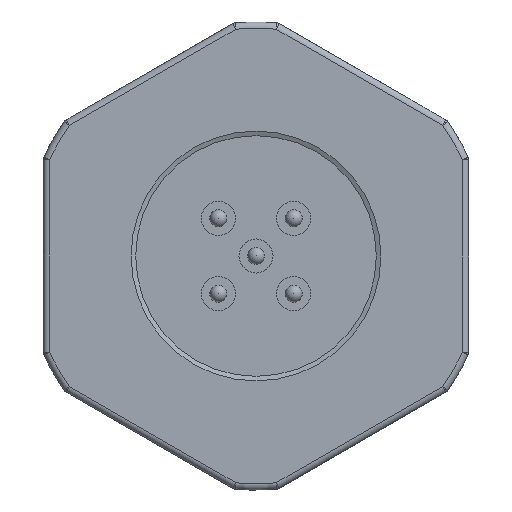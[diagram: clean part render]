
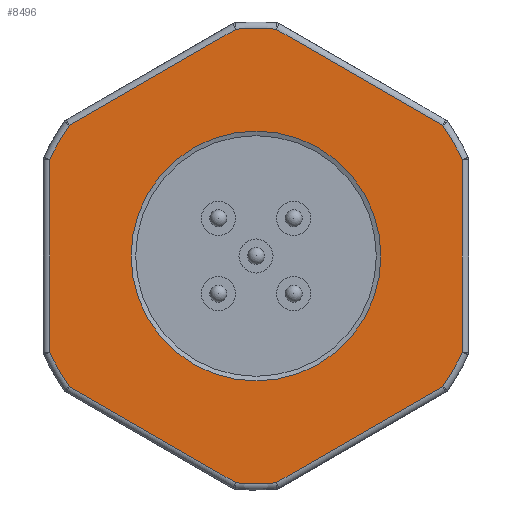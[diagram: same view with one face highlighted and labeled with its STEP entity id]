
A CAD part, left-side view. The second image highlights one B-rep face of the part: STEP entity #8496.
In plain terms, the highlighted planar face has unit normal (-1, 0, 0).
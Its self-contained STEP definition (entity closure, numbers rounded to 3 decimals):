
#479=LINE('',#24558,#1230);
#480=LINE('',#24562,#1231);
#481=LINE('',#24566,#1232);
#482=LINE('',#24570,#1233);
#483=LINE('',#24574,#1234);
#484=LINE('',#24578,#1235);
#1230=VECTOR('',#10414,1000.);
#1231=VECTOR('',#10417,1000.);
#1232=VECTOR('',#10420,1000.);
#1233=VECTOR('',#10423,1000.);
#1234=VECTOR('',#10426,1000.);
#1235=VECTOR('',#10429,1000.);
#1900=PLANE('',#9200);
#2714=ORIENTED_EDGE('',*,*,#4976,.T.);
#2715=ORIENTED_EDGE('',*,*,#4977,.T.);
#2716=ORIENTED_EDGE('',*,*,#4978,.T.);
#2717=ORIENTED_EDGE('',*,*,#4979,.T.);
#2718=ORIENTED_EDGE('',*,*,#4980,.T.);
#2719=ORIENTED_EDGE('',*,*,#4981,.T.);
#2720=ORIENTED_EDGE('',*,*,#4982,.T.);
#2721=ORIENTED_EDGE('',*,*,#4983,.T.);
#2722=ORIENTED_EDGE('',*,*,#4984,.T.);
#2723=ORIENTED_EDGE('',*,*,#4985,.T.);
#2724=ORIENTED_EDGE('',*,*,#4986,.T.);
#2725=ORIENTED_EDGE('',*,*,#4987,.T.);
#2726=ORIENTED_EDGE('',*,*,#4988,.T.);
#4976=EDGE_CURVE('',#6116,#6116,#6757,.T.);
#4977=EDGE_CURVE('',#6117,#6118,#6758,.F.);
#4978=EDGE_CURVE('',#6118,#6119,#479,.F.);
#4979=EDGE_CURVE('',#6119,#6120,#6759,.F.);
#4980=EDGE_CURVE('',#6120,#6121,#480,.F.);
#4981=EDGE_CURVE('',#6121,#6122,#6760,.F.);
#4982=EDGE_CURVE('',#6122,#6123,#481,.F.);
#4983=EDGE_CURVE('',#6123,#6124,#6761,.F.);
#4984=EDGE_CURVE('',#6124,#6125,#482,.F.);
#4985=EDGE_CURVE('',#6125,#6126,#6762,.F.);
#4986=EDGE_CURVE('',#6126,#6127,#483,.F.);
#4987=EDGE_CURVE('',#6127,#6128,#6763,.F.);
#4988=EDGE_CURVE('',#6128,#6117,#484,.F.);
#6116=VERTEX_POINT('',#24554);
#6117=VERTEX_POINT('',#24556);
#6118=VERTEX_POINT('',#24557);
#6119=VERTEX_POINT('',#24559);
#6120=VERTEX_POINT('',#24561);
#6121=VERTEX_POINT('',#24563);
#6122=VERTEX_POINT('',#24565);
#6123=VERTEX_POINT('',#24567);
#6124=VERTEX_POINT('',#24569);
#6125=VERTEX_POINT('',#24571);
#6126=VERTEX_POINT('',#24573);
#6127=VERTEX_POINT('',#24575);
#6128=VERTEX_POINT('',#24577);
#6757=CIRCLE('',#9201,5.87);
#6758=CIRCLE('',#9202,10.7);
#6759=CIRCLE('',#9203,10.7);
#6760=CIRCLE('',#9204,10.7);
#6761=CIRCLE('',#9205,10.7);
#6762=CIRCLE('',#9206,10.7);
#6763=CIRCLE('',#9207,10.7);
#7148=EDGE_LOOP('',(#2714));
#7149=EDGE_LOOP('',(#2715,#2716,#2717,#2718,#2719,#2720,#2721,#2722,#2723,
#2724,#2725,#2726));
#7787=FACE_BOUND('',#7148,.T.);
#7788=FACE_BOUND('',#7149,.T.);
#8496=ADVANCED_FACE('',(#7787,#7788),#1900,.F.);
#9200=AXIS2_PLACEMENT_3D('',#24552,#10408,#10409);
#9201=AXIS2_PLACEMENT_3D('',#24553,#10410,#10411);
#9202=AXIS2_PLACEMENT_3D('',#24555,#10412,#10413);
#9203=AXIS2_PLACEMENT_3D('',#24560,#10415,#10416);
#9204=AXIS2_PLACEMENT_3D('',#24564,#10418,#10419);
#9205=AXIS2_PLACEMENT_3D('',#24568,#10421,#10422);
#9206=AXIS2_PLACEMENT_3D('',#24572,#10424,#10425);
#9207=AXIS2_PLACEMENT_3D('',#24576,#10427,#10428);
#10408=DIRECTION('',(1.,0.,0.));
#10409=DIRECTION('',(0.,0.,-1.));
#10410=DIRECTION('',(1.,0.,0.));
#10411=DIRECTION('',(0.,0.,-1.));
#10412=DIRECTION('',(1.,0.,0.));
#10413=DIRECTION('',(0.,0.,-1.));
#10414=DIRECTION('',(0.,1.,0.));
#10415=DIRECTION('',(1.,0.,0.));
#10416=DIRECTION('',(0.,0.,-1.));
#10417=DIRECTION('',(0.,0.5,-0.866));
#10418=DIRECTION('',(1.,0.,0.));
#10419=DIRECTION('',(0.,0.,-1.));
#10420=DIRECTION('',(0.,-0.5,-0.866));
#10421=DIRECTION('',(1.,0.,0.));
#10422=DIRECTION('',(0.,0.,-1.));
#10423=DIRECTION('',(0.,-1.,0.));
#10424=DIRECTION('',(1.,0.,0.));
#10425=DIRECTION('',(0.,0.,-1.));
#10426=DIRECTION('',(0.,-0.5,0.866));
#10427=DIRECTION('',(1.,0.,0.));
#10428=DIRECTION('',(0.,0.,-1.));
#10429=DIRECTION('',(0.,0.5,0.866));
#24552=CARTESIAN_POINT('',(-1.5,0.,0.));
#24553=CARTESIAN_POINT('',(-1.5,0.,0.));
#24554=CARTESIAN_POINT('',(-1.5,0.,-5.87));
#24555=CARTESIAN_POINT('',(-1.5,0.,0.));
#24556=CARTESIAN_POINT('',(-1.5,6.142,-8.762));
#24557=CARTESIAN_POINT('',(-1.5,4.517,-9.7));
#24558=CARTESIAN_POINT('',(-1.5,0.,-9.7));
#24559=CARTESIAN_POINT('',(-1.5,-4.517,-9.7));
#24560=CARTESIAN_POINT('',(-1.5,0.,0.));
#24561=CARTESIAN_POINT('',(-1.5,-6.142,-8.762));
#24562=CARTESIAN_POINT('',(-1.5,-8.4,-4.85));
#24563=CARTESIAN_POINT('',(-1.5,-10.659,-0.938));
#24564=CARTESIAN_POINT('',(-1.5,0.,0.));
#24565=CARTESIAN_POINT('',(-1.5,-10.659,0.938));
#24566=CARTESIAN_POINT('',(-1.5,-8.4,4.85));
#24567=CARTESIAN_POINT('',(-1.5,-6.142,8.762));
#24568=CARTESIAN_POINT('',(-1.5,0.,0.));
#24569=CARTESIAN_POINT('',(-1.5,-4.517,9.7));
#24570=CARTESIAN_POINT('',(-1.5,0.,9.7));
#24571=CARTESIAN_POINT('',(-1.5,4.517,9.7));
#24572=CARTESIAN_POINT('',(-1.5,0.,0.));
#24573=CARTESIAN_POINT('',(-1.5,6.142,8.762));
#24574=CARTESIAN_POINT('',(-1.5,8.4,4.85));
#24575=CARTESIAN_POINT('',(-1.5,10.659,0.938));
#24576=CARTESIAN_POINT('',(-1.5,0.,0.));
#24577=CARTESIAN_POINT('',(-1.5,10.659,-0.938));
#24578=CARTESIAN_POINT('',(-1.5,8.4,-4.85));
